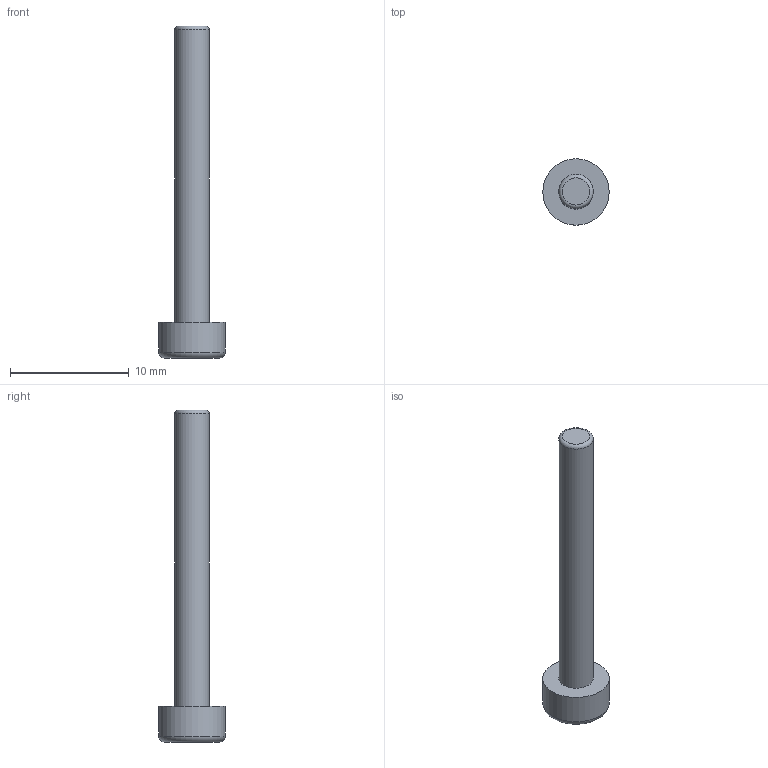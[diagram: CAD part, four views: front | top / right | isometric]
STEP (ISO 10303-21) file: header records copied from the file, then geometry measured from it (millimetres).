
FILE_DESCRIPTION(('FreeCAD Model'),'2;1');
FILE_NAME('thread.step','2019-08-23T16:48:13',('Author'),(''), 'Open CASCADE STEP processor 7.3','FreeCAD','Unknown');
FILE_SCHEMA(('AUTOMOTIVE_DESIGN { 1 0 10303 214 1 1 1 1 }'));
Length unit declared in the file: millimetre
Products named in the file (1): Fusion
Bounding box: 5.6 x 5.6 x 28 mm (x, y, z)
Volume: 229.1 mm3; surface area: 339.7 mm2
Topology: 1 solids, 1 shells, 20 faces, 40 edges, 24 vertices
Faces by surface type: plane 10, cylinder 8, torus 2
Full cylindrical faces by diameter (mm): 2.9 x1, 5.6 x1
Entity records: 1254 total; most frequent: CARTESIAN_POINT 265, DIRECTION 160, LINE 86, VECTOR 86, ORIENTED_EDGE 80, PCURVE 80, DEFINITIONAL_REPRESENTATION 80, EDGE_CURVE 40
